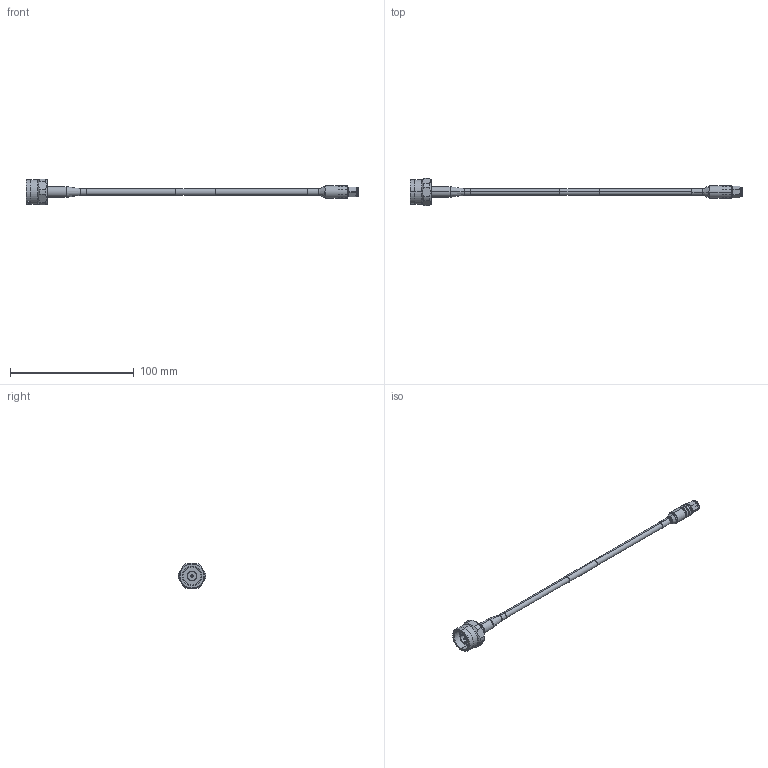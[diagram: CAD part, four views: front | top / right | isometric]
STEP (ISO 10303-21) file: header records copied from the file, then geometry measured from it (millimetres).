
FILE_DESCRIPTION (( 'STEP AP214' ), '1' );
FILE_NAME ('FMCA100136_3D.step', '2024-08-16T20:05:39', ( '' ), ( '' ), 'SwSTEP 2.0', 'SolidWorks 2022', '' );
FILE_SCHEMA (( 'AUTOMOTIVE_DESIGN' ));
Length unit declared in the file: inch
Products named in the file (13): TC-195-SM-SS-X_c-contact; TC-195-NMH-X_c-contact; TC-195-SM-SS-X_ferrule; TC-195-SM-SS-X_body; Heat Shrink^FMCA100136_1" Long; TC-195-NMH-X_insulator; TC-195-NMH-X_ferrule; TC-195-SM-SS-X; Heat Shrink^FMCA100136_Config 1; FMCA100136_3D; TCOM-195^FMCA100136_LABEL+PE PIM; TC-195-NMH-X_body; TC-195-NMH-X
Assembly tree (12 placements, depth 3):
  FMCA100136_3D
    TCOM-195^FMCA100136_LABEL+PE PIM
    TC-195-NMH-X
      TC-195-NMH-X_body
      TC-195-NMH-X_c-contact
      TC-195-NMH-X_insulator
      TC-195-NMH-X_ferrule
    TC-195-SM-SS-X
      TC-195-SM-SS-X_body
      TC-195-SM-SS-X_c-contact
      TC-195-SM-SS-X_ferrule
    Heat Shrink^FMCA100136_1" Long
    Heat Shrink^FMCA100136_Config 1
Bounding box: 268.39 x 21.97 x 20.57 mm (x, y, z)
Volume: 10186.6 mm3; surface area: 12483.1 mm2
Topology: 10 solids, 10 shells, 486 faces, 1099 edges, 676 vertices
Faces by surface type: cylinder 151, plane 128, cone 122, bspline 59, torus 24, sphere 2
Entity records: 18011 total; most frequent: CARTESIAN_POINT 6729, DIRECTION 2244, ORIENTED_EDGE 2186, EDGE_CURVE 1093, AXIS2_PLACEMENT_3D 932, VERTEX_POINT 676, EDGE_LOOP 549, CIRCLE 488
